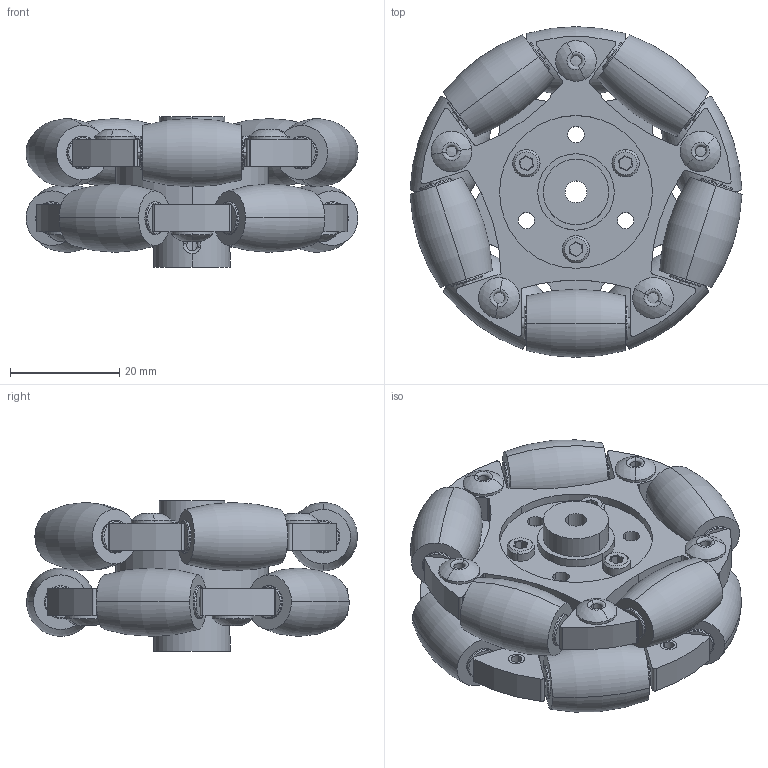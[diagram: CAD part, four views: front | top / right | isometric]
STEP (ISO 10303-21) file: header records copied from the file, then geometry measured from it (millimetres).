
FILE_DESCRIPTION (( 'STEP AP203' ), '1' );
FILE_NAME ('WheelAsm.STEP', '2018-12-03T16:46:15', ( '' ), ( '' ), 'SwSTEP 2.0', 'SolidWorks 2017', '' );
FILE_SCHEMA (( 'CONFIG_CONTROL_DESIGN' ));
Length unit declared in the file: millimetre
Products named in the file (9): Part8^WheelAsm; Rivet; RubberWheel; WheelAsm; ShaftConnector; WheelBase; BasePlacer; M3HexNut; Part7^WheelAsm
Assembly tree (30 placements, depth 2):
  Part8^WheelAsm
  WheelAsm
    WheelBase  x2
    BasePlacer
    RubberWheel  x10
    Rivet  x10
    ShaftConnector
    M3HexNut  x6
  Part7^WheelAsm
Bounding box: 60.84 x 60.6 x 27.6 mm (x, y, z)
Volume: 37694.9 mm3; surface area: 26931.1 mm2
Topology: 30 solids, 30 shells, 644 faces, 1478 edges, 932 vertices
Faces by surface type: cylinder 324, plane 192, torus 80, cone 24, sphere 20, bspline 4
Entity records: 7951 total; most frequent: CARTESIAN_POINT 1531, DIRECTION 1142, ORIENTED_EDGE 944, AXIS2_PLACEMENT_3D 477, EDGE_CURVE 472, VERTEX_POINT 308, CIRCLE 264, EDGE_LOOP 250
